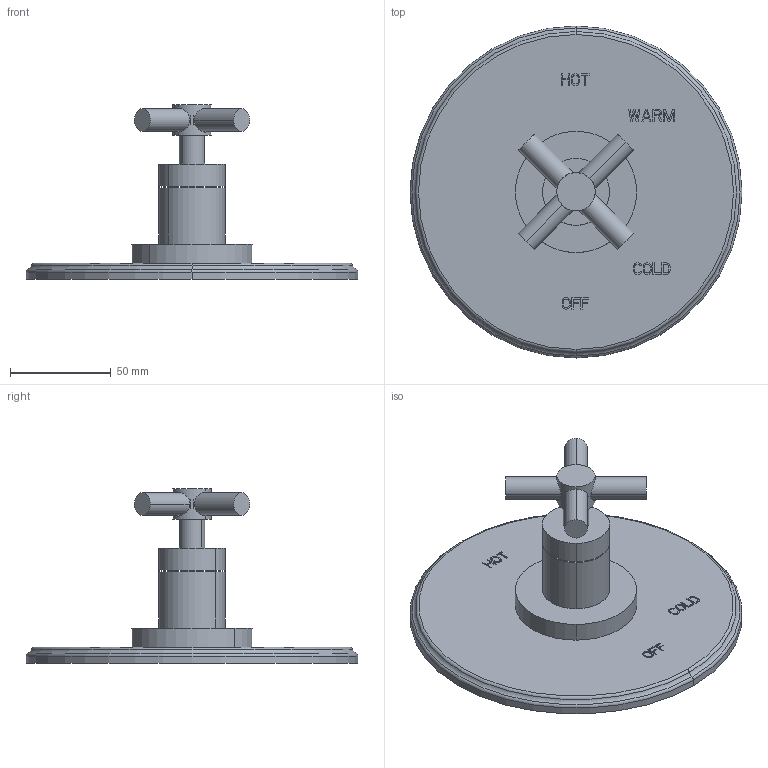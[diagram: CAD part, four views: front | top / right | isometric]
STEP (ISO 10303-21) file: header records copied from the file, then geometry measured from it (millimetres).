
FILE_DESCRIPTION((''),'2;1');
FILE_NAME('4-994BP','2021-06-02T13:48:18',('jinson.thomas'),(''),'CREO PARAMETRIC BY PTC INC, 2018400','CREO PARAMETRIC BY PTC INC, 2018400','');
FILE_SCHEMA(('CONFIG_CONTROL_DESIGN'));
Length unit declared in the file: inch
Products named in the file (1): 4-994BP
Bounding box: 165.1 x 165.1 x 86.77 mm (x, y, z)
Volume: 244282.2 mm3; surface area: 59351.3 mm2
Topology: 1 solids, 1 shells, 379 faces, 1029 edges, 684 vertices
Faces by surface type: plane 343, cylinder 30, torus 6
Entity records: 12051 total; most frequent: CARTESIAN_POINT 2388, ORIENTED_EDGE 2058, DIRECTION 1839, EDGE_CURVE 1029, VECTOR 953, LINE 953, VERTEX_POINT 684, AXIS2_PLACEMENT_3D 443
